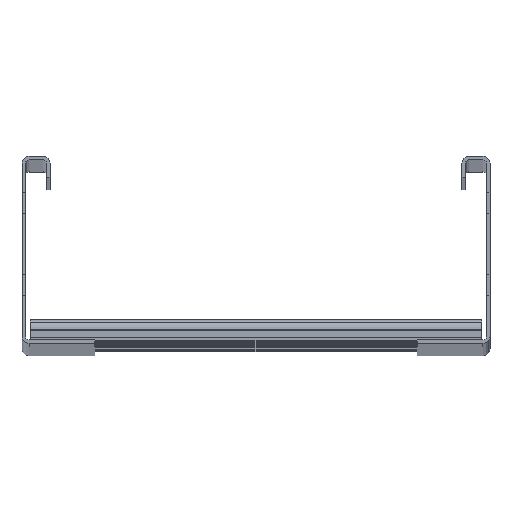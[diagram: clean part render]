
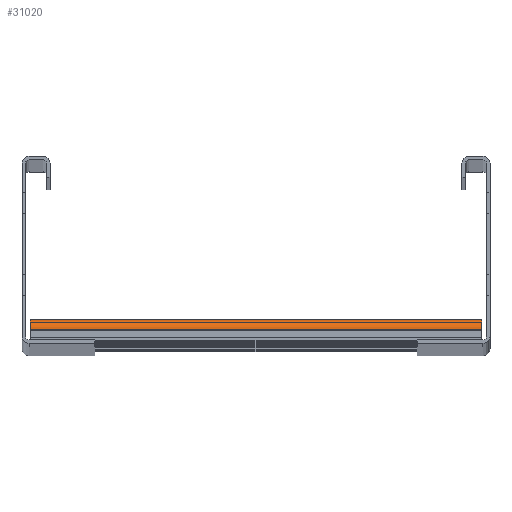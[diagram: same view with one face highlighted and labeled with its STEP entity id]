
A CAD part, top view. The second image highlights one B-rep face of the part: STEP entity #31020.
In plain terms, the highlighted cylindrical face has radius 4.5 mm (diameter 9 mm), a partial arc.
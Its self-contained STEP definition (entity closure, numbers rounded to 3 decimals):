
#9327=DIRECTION('',(1.,0.,0.));
#9328=VECTOR('',#9327,193.);
#9329=CARTESIAN_POINT('',(-96.5,-34.,1367.5));
#9330=LINE('',#9329,#9328);
#9382=CARTESIAN_POINT('',(-96.5,-34.,1363.));
#9383=DIRECTION('',(1.,0.,0.));
#9384=DIRECTION('',(0.,0.,-1.));
#9385=AXIS2_PLACEMENT_3D('',#9382,#9383,#9384);
#9399=CARTESIAN_POINT('',(96.5,-34.,1363.));
#9400=DIRECTION('',(1.,0.,0.));
#9401=DIRECTION('',(0.,0.,-1.));
#9402=AXIS2_PLACEMENT_3D('',#9399,#9400,#9401);
#9455=DIRECTION('',(1.,0.,0.));
#9456=VECTOR('',#9455,193.);
#9457=CARTESIAN_POINT('',(-96.5,-34.,1358.5));
#9458=LINE('',#9457,#9456);
#19109=CARTESIAN_POINT('',(-96.5,-34.,1358.5));
#19110=VERTEX_POINT('',#19109);
#19111=CARTESIAN_POINT('',(-96.5,-34.,1367.5));
#19112=VERTEX_POINT('',#19111);
#19129=CARTESIAN_POINT('',(96.5,-34.,1358.5));
#19130=VERTEX_POINT('',#19129);
#19131=CARTESIAN_POINT('',(96.5,-34.,1367.5));
#19132=VERTEX_POINT('',#19131);
#31008=CARTESIAN_POINT('',(-96.5,-34.,1363.));
#31009=DIRECTION('',(1.,0.,0.));
#31010=DIRECTION('',(0.,0.,-1.));
#31011=AXIS2_PLACEMENT_3D('',#31008,#31009,#31010);
#31012=CYLINDRICAL_SURFACE('',#31011,4.5);
#31013=ORIENTED_EDGE('',*,*,#30951,.F.);
#31015=ORIENTED_EDGE('',*,*,#31014,.T.);
#31016=ORIENTED_EDGE('',*,*,#30980,.T.);
#31017=ORIENTED_EDGE('',*,*,#30912,.F.);
#31018=EDGE_LOOP('',(#31013,#31015,#31016,#31017));
#31019=FACE_OUTER_BOUND('',#31018,.F.);
#31020=ADVANCED_FACE('',(#31019),#31012,.T.);
#9386=CIRCLE('',#9385,4.5);
#9403=CIRCLE('',#9402,4.5);
#30912=EDGE_CURVE('',#19112,#19132,#9330,.T.);
#30951=EDGE_CURVE('',#19110,#19112,#9386,.T.);
#30980=EDGE_CURVE('',#19130,#19132,#9403,.T.);
#31014=EDGE_CURVE('',#19110,#19130,#9458,.T.);
